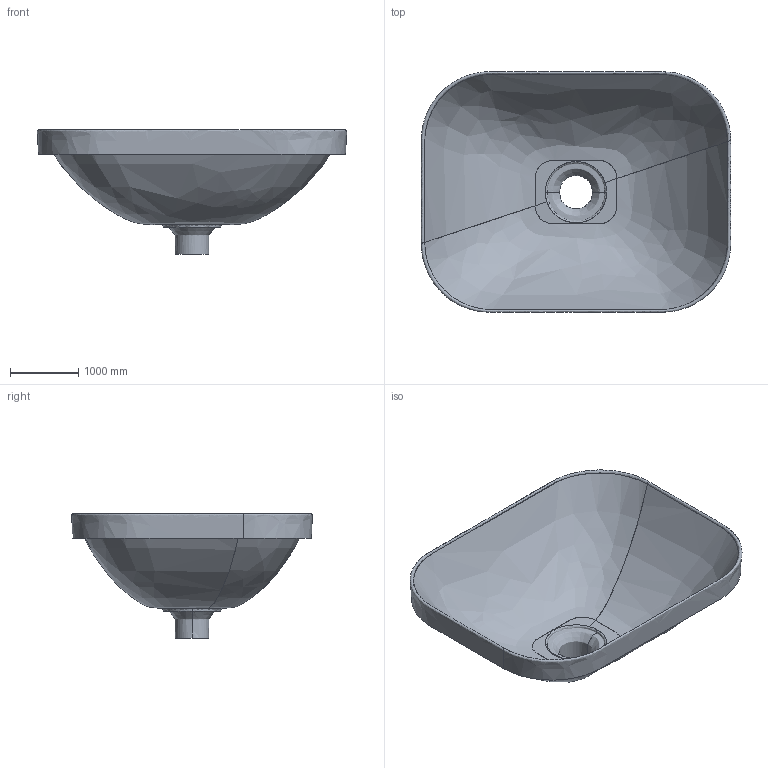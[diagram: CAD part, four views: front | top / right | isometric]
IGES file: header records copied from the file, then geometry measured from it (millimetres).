
Global section: file name:MOVADO45.igs; native system: Rhinoceros ( Jan 18 2007 ); preprocessor: Trout Lake IGES 012 Jan 18 2007; date: 151112.145710; units: millimetre
Bounding box: 4546 x 3535.78 x 1829.09 mm (x, y, z)
Surface area: 27907117.4 mm2 (no closed solid volume)
Topology: 0 solids, 0 shells, 8 faces, 126 edges, 126 vertices
Faces by surface type: bspline 8
